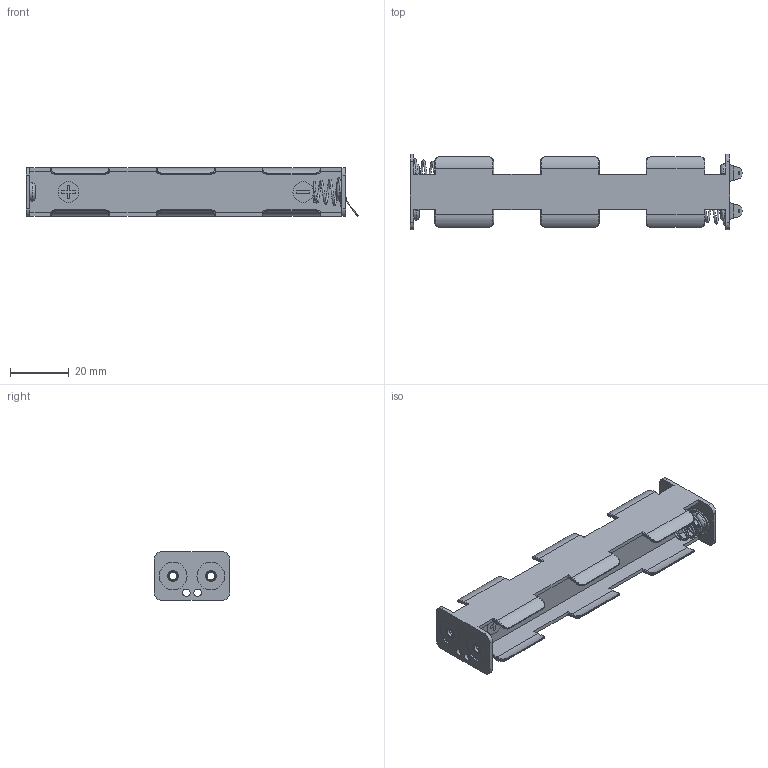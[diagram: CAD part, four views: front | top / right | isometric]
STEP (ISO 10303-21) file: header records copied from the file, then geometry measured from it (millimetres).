
FILE_DESCRIPTION (( 'STEP AP214' ), '1' );
FILE_NAME ('BH14AAL.STEP', '2019-11-19T06:46:24', ( '' ), ( '' ), 'SwSTEP 2.0', 'SolidWorks 2017', '' );
FILE_SCHEMA (( 'AUTOMOTIVE_DESIGN' ));
Length unit declared in the file: millimetre
Products named in the file (1): BH14AAL
Bounding box: 113.15 x 25.7 x 16.56 mm (x, y, z)
Volume: 8060.7 mm3; surface area: 14081.8 mm2
Topology: 9 solids, 9 shells, 528 faces, 1308 edges, 810 vertices
Faces by surface type: cylinder 224, plane 146, torus 102, bspline 56
Entity records: 21748 total; most frequent: CARTESIAN_POINT 9179, DIRECTION 2668, ORIENTED_EDGE 2608, EDGE_CURVE 1304, AXIS2_PLACEMENT_3D 1069, VERTEX_POINT 808, CIRCLE 598, EDGE_LOOP 574
